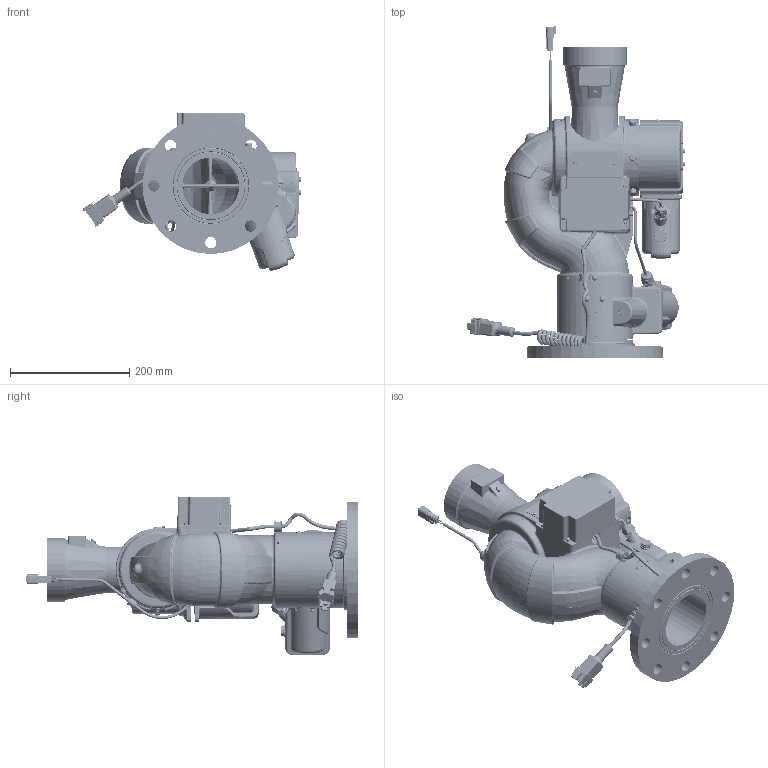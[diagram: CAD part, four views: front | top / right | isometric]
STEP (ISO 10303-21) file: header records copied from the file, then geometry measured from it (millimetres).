
FILE_DESCRIPTION (( 'STEP AP214' ), '1' );
FILE_NAME ('7250X2 FO.STEP', '2021-03-30T18:33:25', ( '' ), ( '' ), 'SwSTEP 2.0', 'SolidWorks 2019', '' );
FILE_SCHEMA (( 'AUTOMOTIVE_DESIGN' ));
Length unit declared in the file: inch
Products named in the file (1): 7250X2 FO
Bounding box: 366.31 x 556.75 x 265.8 mm (x, y, z)
Volume: 5930604.6 mm3; surface area: 1138896.5 mm2
Topology: 66 solids, 66 shells, 5601 faces, 14150 edges, 8901 vertices
Faces by surface type: plane 1758, cylinder 1596, bspline 1324, cone 550, torus 300, sphere 73
Entity records: 303154 total; most frequent: CARTESIAN_POINT 171089, ORIENTED_EDGE 27984, DIRECTION 22590, EDGE_CURVE 13992, VERTEX_POINT 8891, AXIS2_PLACEMENT_3D 8457, EDGE_LOOP 6113, VECTOR 5676
